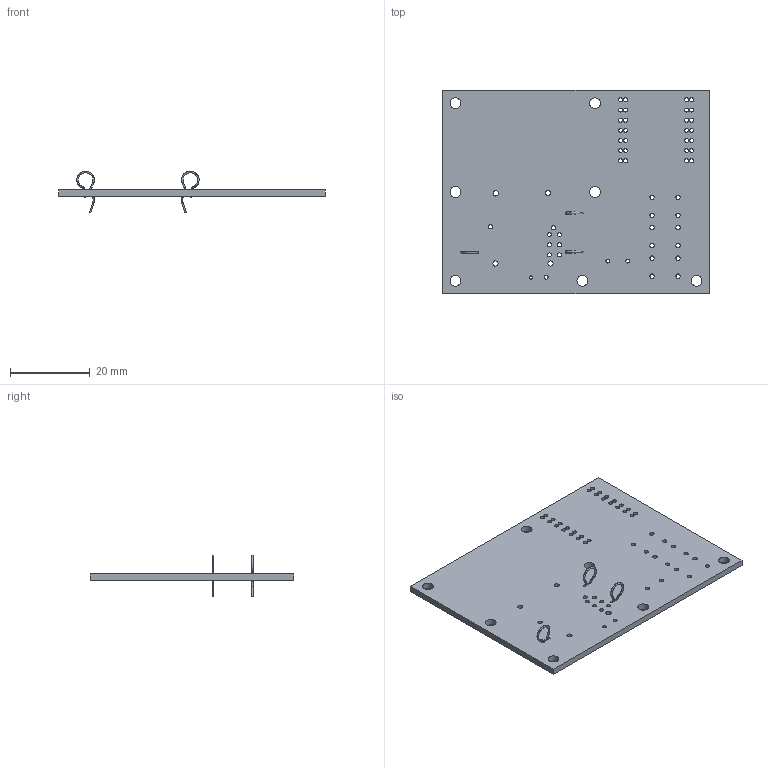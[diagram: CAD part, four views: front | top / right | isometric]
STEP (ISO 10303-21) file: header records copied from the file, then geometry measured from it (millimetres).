
FILE_DESCRIPTION(('KiCad electronic assembly'),'2;1');
FILE_NAME('OSO-SWAT-A1-05.step','2022-06-02T11:14:07',('Pcbnew'),( 'Kicad'),'Open CASCADE STEP processor 7.6','KiCad to STEP converter' ,'Unknown');
FILE_SCHEMA(('AUTOMOTIVE_DESIGN { 1 0 10303 214 1 1 1 1 }'));
Length unit declared in the file: millimetre
Products named in the file (4): OSO-SWAT-A1-05 1; flexypin; SOLID; _autosave-OSO-SWAT-A1-05 PCB
Assembly tree (5 placements, depth 3):
  OSO-SWAT-A1-05 1
    flexypin  x3
      SOLID
    _autosave-OSO-SWAT-A1-05 PCB
Bounding box: 66.67 x 50.8 x 10.4 mm (x, y, z)
Volume: 5279.4 mm3; surface area: 7459.6 mm2
Topology: 4 solids, 4 shells, 144 faces, 384 edges, 248 vertices
Faces by surface type: cylinder 72, bspline 60, plane 12
Full cylindrical faces by diameter (mm): 0.6 x3, 0.85 x1, 1 x37, 1.1 x14, 1.3 x4, 2.7 x7
Entity records: 8632 total; most frequent: CARTESIAN_POINT 3039, DIRECTION 918, ORIENTED_EDGE 584, PCURVE 584, DEFINITIONAL_REPRESENTATION 584, LINE 450, VECTOR 450, EDGE_CURVE 292
